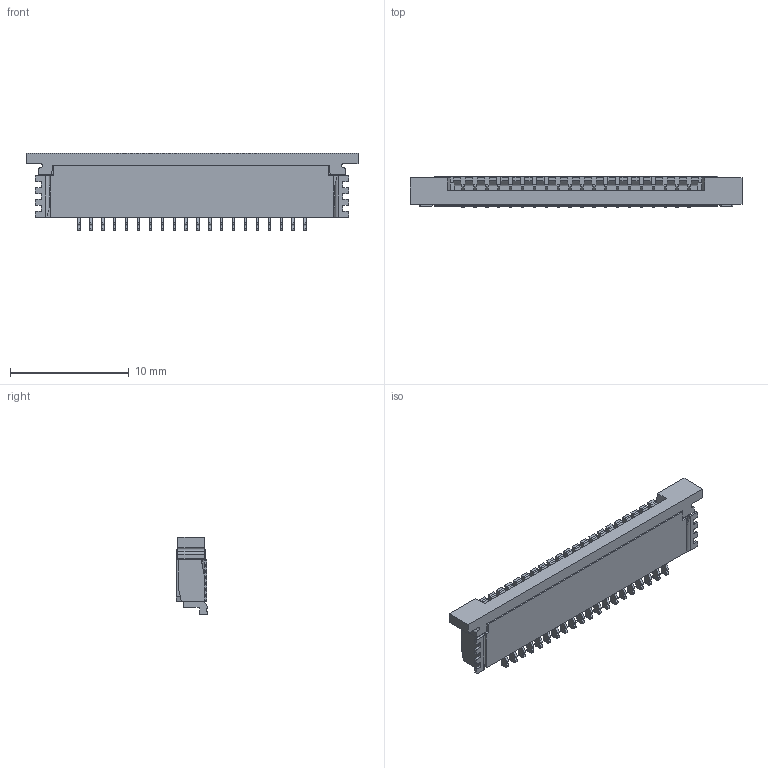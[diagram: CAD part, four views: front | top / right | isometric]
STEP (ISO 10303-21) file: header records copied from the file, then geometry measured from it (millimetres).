
FILE_DESCRIPTION(/* description */ (''),/* implementation_level */ '2;1');
FILE_NAME(/* name */ '2-84953-0.step',/* time_stamp */ '2019-03-31T01:03:31+01:00',/* author */ (''),/* organization */ (''),/* preprocessor_version */ 'ST-DEVELOPER v17.2',/* originating_system */ 'Autodesk Translation Framework v7.6.0.251',/* authorisation */ '');
FILE_SCHEMA (('AUTOMOTIVE_DESIGN { 1 0 10303 214 3 1 1 }'));
Length unit declared in the file: millimetre
Products named in the file (1): c-2-84953-0-a-3d
Bounding box: 27.92 x 2.66 x 6.55 mm (x, y, z)
Volume: 280.6 mm3; surface area: 811.3 mm2
Topology: 1 solids, 1 shells, 881 faces, 2595 edges, 1710 vertices
Faces by surface type: plane 597, cylinder 284
Entity records: 29998 total; most frequent: ORIENTED_EDGE 5190, CARTESIAN_POINT 5187, DIRECTION 4935, EDGE_CURVE 2595, LINE 2019, VECTOR 2019, VERTEX_POINT 1710, AXIS2_PLACEMENT_3D 1458
